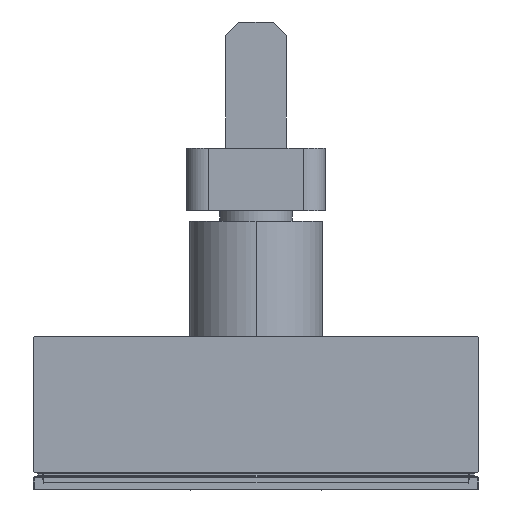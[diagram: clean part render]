
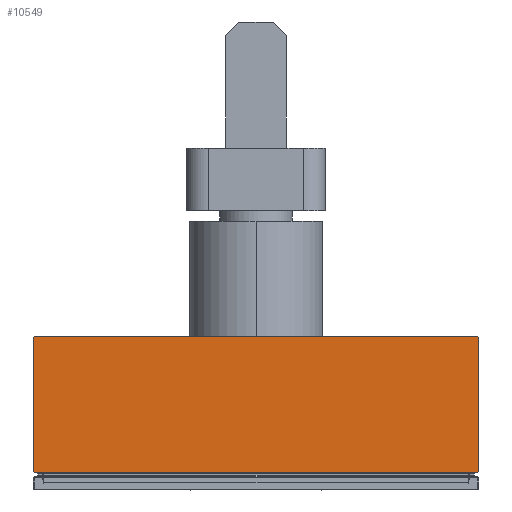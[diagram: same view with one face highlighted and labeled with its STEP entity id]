
A CAD part, front view. The second image highlights one B-rep face of the part: STEP entity #10549.
In plain terms, the highlighted planar face has unit normal (0, -1, 0).
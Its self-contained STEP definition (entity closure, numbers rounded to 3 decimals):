
#10549=ADVANCED_FACE('',(#14763),#57858,.T.);
#14763=FACE_OUTER_BOUND('',#19090,.T.);
#19090=EDGE_LOOP('',(#30513,#30514,#30515,#30516,#30517,#30518,#30519,#30520,
#30521));
#30513=ORIENTED_EDGE('',*,*,#44048,.T.);
#30514=ORIENTED_EDGE('',*,*,#44052,.T.);
#30515=ORIENTED_EDGE('',*,*,#44055,.T.);
#30516=ORIENTED_EDGE('',*,*,#44058,.T.);
#30517=ORIENTED_EDGE('',*,*,#44061,.T.);
#30518=ORIENTED_EDGE('',*,*,#44064,.T.);
#30519=ORIENTED_EDGE('',*,*,#44067,.T.);
#30520=ORIENTED_EDGE('',*,*,#44070,.T.);
#30521=ORIENTED_EDGE('',*,*,#44072,.T.);
#44048=EDGE_CURVE('',#54872,#54871,#50443,.T.);
#44052=EDGE_CURVE('',#54871,#54874,#50447,.T.);
#44055=EDGE_CURVE('',#54874,#54876,#50450,.T.);
#44058=EDGE_CURVE('',#54876,#54878,#50453,.T.);
#44061=EDGE_CURVE('',#54878,#54880,#50456,.T.);
#44064=EDGE_CURVE('',#54880,#54882,#50459,.T.);
#44067=EDGE_CURVE('',#54882,#54884,#50462,.T.);
#44070=EDGE_CURVE('',#54884,#54886,#50465,.T.);
#44072=EDGE_CURVE('',#54886,#54872,#50467,.T.);
#50443=(
BOUNDED_CURVE()
B_SPLINE_CURVE(2,(#127195,#127196,#127197),.UNSPECIFIED.,.F.,.F.)
B_SPLINE_CURVE_WITH_KNOTS((3,3),(-251.027,-247.827),
 .UNSPECIFIED.)
CURVE()
GEOMETRIC_REPRESENTATION_ITEM()
RATIONAL_B_SPLINE_CURVE((1.,1.,1.))
REPRESENTATION_ITEM('')
);
#50447=(
BOUNDED_CURVE()
B_SPLINE_CURVE(2,(#127205,#127206,#127207),.UNSPECIFIED.,.F.,.F.)
B_SPLINE_CURVE_WITH_KNOTS((3,3),(-247.827,-247.513),
 .UNSPECIFIED.)
CURVE()
GEOMETRIC_REPRESENTATION_ITEM()
RATIONAL_B_SPLINE_CURVE((1.,0.707,1.))
REPRESENTATION_ITEM('')
);
#50450=(
BOUNDED_CURVE()
B_SPLINE_CURVE(2,(#127213,#127214,#127215),.UNSPECIFIED.,.F.,.F.)
B_SPLINE_CURVE_WITH_KNOTS((3,3),(-247.513,-217.413),
 .UNSPECIFIED.)
CURVE()
GEOMETRIC_REPRESENTATION_ITEM()
RATIONAL_B_SPLINE_CURVE((1.,1.,1.))
REPRESENTATION_ITEM('')
);
#50453=(
BOUNDED_CURVE()
B_SPLINE_CURVE(2,(#127221,#127222,#127223),.UNSPECIFIED.,.F.,.F.)
B_SPLINE_CURVE_WITH_KNOTS((3,3),(-217.413,-217.099),
 .UNSPECIFIED.)
CURVE()
GEOMETRIC_REPRESENTATION_ITEM()
RATIONAL_B_SPLINE_CURVE((1.,0.707,1.))
REPRESENTATION_ITEM('')
);
#50456=(
BOUNDED_CURVE()
B_SPLINE_CURVE(2,(#127229,#127230,#127231),.UNSPECIFIED.,.F.,.F.)
B_SPLINE_CURVE_WITH_KNOTS((3,3),(-217.099,-117.499),
 .UNSPECIFIED.)
CURVE()
GEOMETRIC_REPRESENTATION_ITEM()
RATIONAL_B_SPLINE_CURVE((1.,1.,1.))
REPRESENTATION_ITEM('')
);
#50459=(
BOUNDED_CURVE()
B_SPLINE_CURVE(2,(#127237,#127238,#127239),.UNSPECIFIED.,.F.,.F.)
B_SPLINE_CURVE_WITH_KNOTS((3,3),(-117.499,-117.185),
 .UNSPECIFIED.)
CURVE()
GEOMETRIC_REPRESENTATION_ITEM()
RATIONAL_B_SPLINE_CURVE((1.,0.707,1.))
REPRESENTATION_ITEM('')
);
#50462=(
BOUNDED_CURVE()
B_SPLINE_CURVE(2,(#127245,#127246,#127247),.UNSPECIFIED.,.F.,.F.)
B_SPLINE_CURVE_WITH_KNOTS((3,3),(-117.185,-87.085),
 .UNSPECIFIED.)
CURVE()
GEOMETRIC_REPRESENTATION_ITEM()
RATIONAL_B_SPLINE_CURVE((1.,1.,1.))
REPRESENTATION_ITEM('')
);
#50465=(
BOUNDED_CURVE()
B_SPLINE_CURVE(2,(#127253,#127254,#127255),.UNSPECIFIED.,.F.,.F.)
B_SPLINE_CURVE_WITH_KNOTS((3,3),(-87.085,-86.771),
 .UNSPECIFIED.)
CURVE()
GEOMETRIC_REPRESENTATION_ITEM()
RATIONAL_B_SPLINE_CURVE((1.,0.707,1.))
REPRESENTATION_ITEM('')
);
#50467=(
BOUNDED_CURVE()
B_SPLINE_CURVE(2,(#127259,#127260,#127261),.UNSPECIFIED.,.F.,.F.)
B_SPLINE_CURVE_WITH_KNOTS((3,3),(-86.771,-83.571),
 .UNSPECIFIED.)
CURVE()
GEOMETRIC_REPRESENTATION_ITEM()
RATIONAL_B_SPLINE_CURVE((1.,1.,1.))
REPRESENTATION_ITEM('')
);
#54871=VERTEX_POINT('',#127174);
#54872=VERTEX_POINT('',#127175);
#54874=VERTEX_POINT('',#127177);
#54876=VERTEX_POINT('',#127179);
#54878=VERTEX_POINT('',#127181);
#54880=VERTEX_POINT('',#127183);
#54882=VERTEX_POINT('',#127185);
#54884=VERTEX_POINT('',#127187);
#54886=VERTEX_POINT('',#127189);
#57858=PLANE('',#60913);
#60913=AXIS2_PLACEMENT_3D('',#127171,#63208,$);
#63208=DIRECTION('',(0.,-1.,0.));
#127171=CARTESIAN_POINT('',(62.5,-290.278,3.813));
#127174=CARTESIAN_POINT('',(49.8,-290.278,-30.5));
#127175=CARTESIAN_POINT('',(46.6,-290.278,-30.5));
#127177=CARTESIAN_POINT('',(50.,-290.278,-30.3));
#127179=CARTESIAN_POINT('',(50.,-290.278,-0.2));
#127181=CARTESIAN_POINT('',(49.8,-290.278,0.));
#127183=CARTESIAN_POINT('',(-49.8,-290.278,0.));
#127185=CARTESIAN_POINT('',(-50.,-290.278,-0.2));
#127187=CARTESIAN_POINT('',(-50.,-290.278,-30.3));
#127189=CARTESIAN_POINT('',(-49.8,-290.278,-30.5));
#127195=CARTESIAN_POINT('',(46.6,-290.278,-30.5));
#127196=CARTESIAN_POINT('',(48.2,-290.278,-30.5));
#127197=CARTESIAN_POINT('',(49.8,-290.278,-30.5));
#127205=CARTESIAN_POINT('',(49.8,-290.278,-30.5));
#127206=CARTESIAN_POINT('',(50.,-290.278,-30.5));
#127207=CARTESIAN_POINT('',(50.,-290.278,-30.3));
#127213=CARTESIAN_POINT('',(50.,-290.278,-30.3));
#127214=CARTESIAN_POINT('',(50.,-290.278,-15.25));
#127215=CARTESIAN_POINT('',(50.,-290.278,-0.2));
#127221=CARTESIAN_POINT('',(50.,-290.278,-0.2));
#127222=CARTESIAN_POINT('',(50.,-290.278,0.));
#127223=CARTESIAN_POINT('',(49.8,-290.278,0.));
#127229=CARTESIAN_POINT('',(49.8,-290.278,0.));
#127230=CARTESIAN_POINT('',(0.,-290.278,0.));
#127231=CARTESIAN_POINT('',(-49.8,-290.278,0.));
#127237=CARTESIAN_POINT('',(-49.8,-290.278,0.));
#127238=CARTESIAN_POINT('',(-50.,-290.278,0.));
#127239=CARTESIAN_POINT('',(-50.,-290.278,-0.2));
#127245=CARTESIAN_POINT('',(-50.,-290.278,-0.2));
#127246=CARTESIAN_POINT('',(-50.,-290.278,-15.25));
#127247=CARTESIAN_POINT('',(-50.,-290.278,-30.3));
#127253=CARTESIAN_POINT('',(-50.,-290.278,-30.3));
#127254=CARTESIAN_POINT('',(-50.,-290.278,-30.5));
#127255=CARTESIAN_POINT('',(-49.8,-290.278,-30.5));
#127259=CARTESIAN_POINT('',(-49.8,-290.278,-30.5));
#127260=CARTESIAN_POINT('',(-48.2,-290.278,-30.5));
#127261=CARTESIAN_POINT('',(46.6,-290.278,-30.5));
